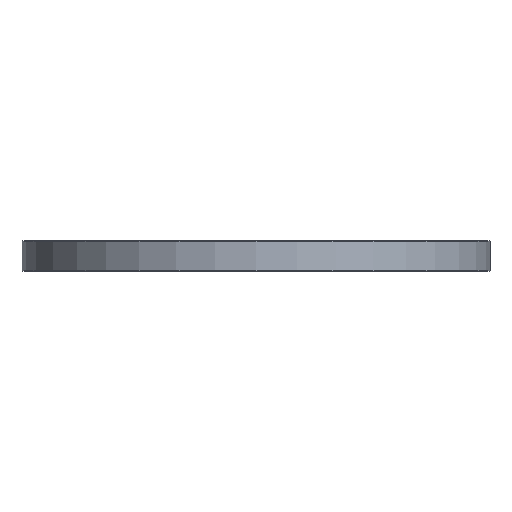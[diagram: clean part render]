
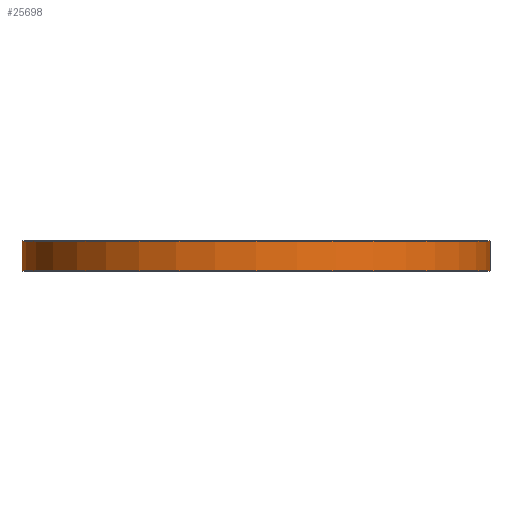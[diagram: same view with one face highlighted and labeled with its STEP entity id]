
A CAD part, front view. The second image highlights one B-rep face of the part: STEP entity #25698.
In plain terms, the highlighted cylindrical face has radius 11.94 mm (diameter 23.88 mm), a full revolution.
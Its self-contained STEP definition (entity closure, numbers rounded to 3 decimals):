
#25649=CARTESIAN_POINT('',(11.94,0.,-0.05));
#25650=VERTEX_POINT('',#25649);
#25658=CARTESIAN_POINT('',(0.,0.,-0.05));
#25659=DIRECTION('',(0.,0.,1.));
#25660=DIRECTION('',(1.,0.,0.));
#25661=AXIS2_PLACEMENT_3D('',#25658,#25659,#25660);
#25662=CIRCLE('',#25661,11.94);
#25663=EDGE_CURVE('',#25650,#25650,#25662,.T.);
#25674=ORIENTED_EDGE('',*,*,#25663,.F.);
#25675=CARTESIAN_POINT('',(11.94,0.,-1.53));
#25676=VERTEX_POINT('',#25675);
#25677=CARTESIAN_POINT('',(11.94,0.,-0.79));
#25678=DIRECTION('',(0.,0.,1.));
#25679=VECTOR('',#25678,11.94);
#25680=LINE('',#25677,#25679);
#25681=EDGE_CURVE('',#25676,#25650,#25680,.T.);
#25682=ORIENTED_EDGE('',*,*,#25681,.F.);
#25683=CARTESIAN_POINT('',(0.,0.,-1.53));
#25684=DIRECTION('',(0.,0.,1.));
#25685=DIRECTION('',(1.,0.,0.));
#25686=AXIS2_PLACEMENT_3D('',#25683,#25684,#25685);
#25687=CIRCLE('',#25686,11.94);
#25688=EDGE_CURVE('',#25676,#25676,#25687,.T.);
#25689=ORIENTED_EDGE('',*,*,#25688,.T.);
#25690=ORIENTED_EDGE('',*,*,#25681,.T.);
#25691=EDGE_LOOP('',(#25674,#25682,#25689,#25690));
#25692=FACE_OUTER_BOUND('',#25691,.T.);
#25693=CARTESIAN_POINT('',(0.,0.,-0.79));
#25694=DIRECTION('',(0.,0.,1.));
#25695=DIRECTION('',(1.,0.,0.));
#25696=AXIS2_PLACEMENT_3D('',#25693,#25694,#25695);
#25697=CYLINDRICAL_SURFACE('',#25696,11.94);
#25698=ADVANCED_FACE('',(#25692),#25697,.T.);
